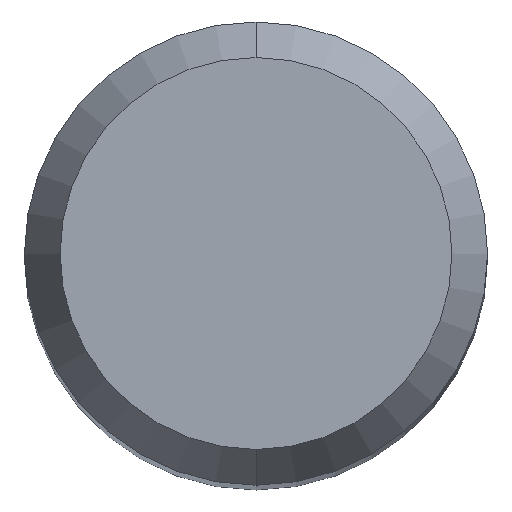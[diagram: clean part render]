
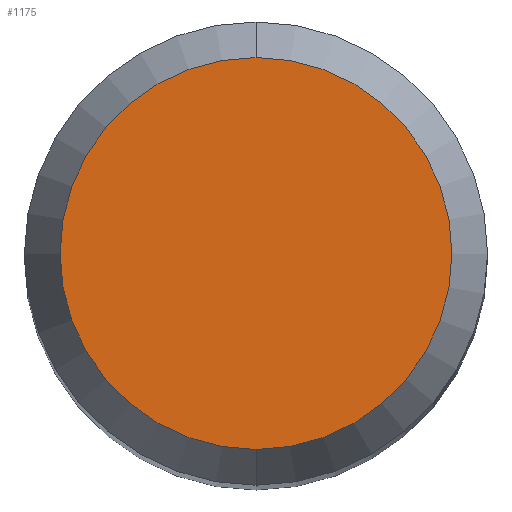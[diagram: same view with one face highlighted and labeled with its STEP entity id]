
A CAD part, top view. The second image highlights one B-rep face of the part: STEP entity #1175.
In plain terms, the highlighted planar face has unit normal (0, 0, 1).
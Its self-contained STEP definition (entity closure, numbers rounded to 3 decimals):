
#947=EDGE_CURVE('',#1757,#1907,#2321,.T.);
#1175=ADVANCED_FACE('',(#2570),#2571,.T.);
#1567=EDGE_CURVE('',#1907,#1757,#3003,.T.);
#1757=VERTEX_POINT('',#3214);
#1907=VERTEX_POINT('',#3377);
#2321=CIRCLE('',#5432,2.538);
#2570=FACE_OUTER_BOUND('',#7497,.T.);
#2571=PLANE('',#7498);
#3003=CIRCLE('',#10682,2.538);
#3214=CARTESIAN_POINT('',(0.0,2.538,0.0));
#3377=CARTESIAN_POINT('',(0.,-2.538,0.0));
#5432=AXIS2_PLACEMENT_3D('',#15273,#15274,#15275);
#7497=EDGE_LOOP('',(#15511,#15512));
#7498=AXIS2_PLACEMENT_3D('',#15513,#15514,#15515);
#10682=AXIS2_PLACEMENT_3D('',#16007,#16008,#16009);
#15273=CARTESIAN_POINT('',(0.0,0.0,0.0));
#15274=DIRECTION('',(0.0,0.0,-1.0));
#15275=DIRECTION('',(0.0,1.0,0.0));
#15511=ORIENTED_EDGE('',*,*,#947,.F.);
#15512=ORIENTED_EDGE('',*,*,#1567,.F.);
#15513=CARTESIAN_POINT('',(0.0,1.269,0.0));
#15514=DIRECTION('',(-0.0,0.0,1.0));
#15515=DIRECTION('',(0.0,-1.0,0.0));
#16007=CARTESIAN_POINT('',(0.0,0.0,0.0));
#16008=DIRECTION('',(0.0,0.0,-1.0));
#16009=DIRECTION('',(0.0,1.0,0.0));
